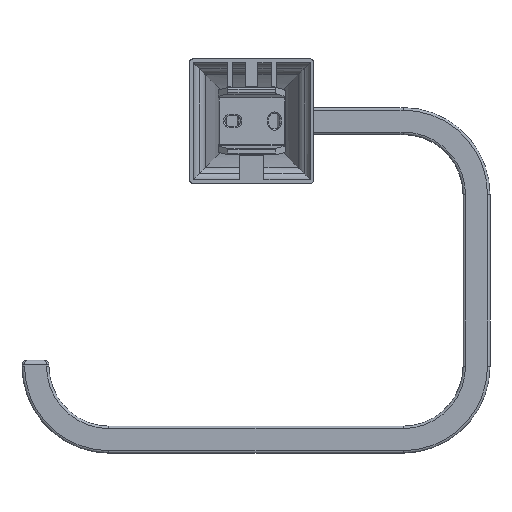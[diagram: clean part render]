
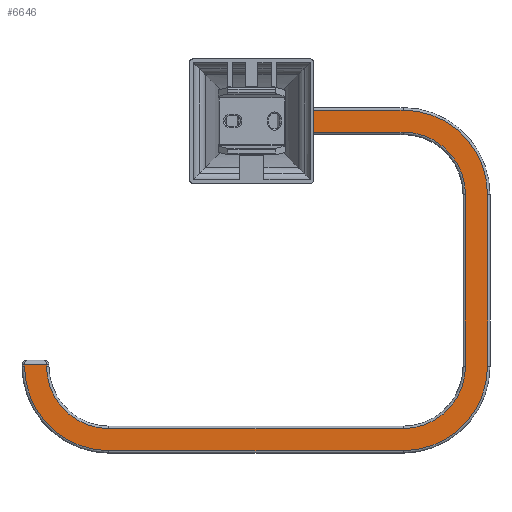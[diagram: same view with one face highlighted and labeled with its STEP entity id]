
A CAD part, front view. The second image highlights one B-rep face of the part: STEP entity #6646.
In plain terms, the highlighted planar face has unit normal (0, -1, 0).
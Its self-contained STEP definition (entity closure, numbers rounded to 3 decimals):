
#5602=DIRECTION('',(1.,0.,0.));
#5603=VECTOR('',#5602,50.5);
#5604=CARTESIAN_POINT('',(-60.,49.5,-4.5));
#5605=LINE('',#5604,#5603);
#5694=DIRECTION('',(-1.,0.,0.));
#5695=VECTOR('',#5694,50.5);
#5696=CARTESIAN_POINT('',(-9.5,49.5,4.5));
#5697=LINE('',#5696,#5695);
#5702=DIRECTION('',(0.,0.,-1.));
#5703=VECTOR('',#5702,9.);
#5704=CARTESIAN_POINT('',(-9.5,49.5,4.5));
#5705=LINE('',#5704,#5703);
#5706=CARTESIAN_POINT('',(-60.,49.5,30.));
#5707=DIRECTION('',(0.,1.,0.));
#5708=DIRECTION('',(0.,0.,-1.));
#5709=AXIS2_PLACEMENT_3D('',#5706,#5707,#5708);
#5711=CARTESIAN_POINT('',(-60.,49.5,100.));
#5712=DIRECTION('',(0.,1.,0.));
#5713=DIRECTION('',(-1.,0.,0.));
#5714=AXIS2_PLACEMENT_3D('',#5711,#5712,#5713);
#5716=CARTESIAN_POINT('',(60.,49.5,100.));
#5717=DIRECTION('',(0.,1.,0.));
#5718=DIRECTION('',(0.,0.,1.));
#5719=AXIS2_PLACEMENT_3D('',#5716,#5717,#5718);
#5721=CARTESIAN_POINT('',(60.,49.5,100.));
#5722=DIRECTION('',(0.,-1.,0.));
#5723=DIRECTION('',(1.,0.,0.));
#5724=AXIS2_PLACEMENT_3D('',#5721,#5722,#5723);
#5726=CARTESIAN_POINT('',(-60.,49.5,100.));
#5727=DIRECTION('',(0.,-1.,0.));
#5728=DIRECTION('',(0.,0.,1.));
#5729=AXIS2_PLACEMENT_3D('',#5726,#5727,#5728);
#5731=CARTESIAN_POINT('',(-60.,49.5,30.));
#5732=DIRECTION('',(0.,-1.,0.));
#5733=DIRECTION('',(-1.,0.,0.));
#5734=AXIS2_PLACEMENT_3D('',#5731,#5732,#5733);
#5740=DIRECTION('',(0.,0.,-1.));
#5741=VECTOR('',#5740,70.);
#5742=CARTESIAN_POINT('',(-94.5,49.5,100.));
#5743=LINE('',#5742,#5741);
#5925=DIRECTION('',(0.,0.,1.));
#5926=VECTOR('',#5925,70.);
#5927=CARTESIAN_POINT('',(-85.5,49.5,30.));
#5928=LINE('',#5927,#5926);
#5948=DIRECTION('',(1.,0.,0.));
#5949=VECTOR('',#5948,120.);
#5950=CARTESIAN_POINT('',(-60.,49.5,125.5));
#5951=LINE('',#5950,#5949);
#5971=DIRECTION('',(0.,0.,-1.));
#5972=VECTOR('',#5971,0.5);
#5973=CARTESIAN_POINT('',(85.5,49.5,100.));
#5974=LINE('',#5973,#5972);
#6039=DIRECTION('',(1.,0.,0.));
#6040=VECTOR('',#6039,9.);
#6041=CARTESIAN_POINT('',(85.5,49.5,99.5));
#6042=LINE('',#6041,#6040);
#6064=DIRECTION('',(0.,0.,1.));
#6065=VECTOR('',#6064,0.5);
#6066=CARTESIAN_POINT('',(94.5,49.5,99.5));
#6067=LINE('',#6066,#6065);
#6091=DIRECTION('',(-1.,0.,0.));
#6092=VECTOR('',#6091,120.);
#6093=CARTESIAN_POINT('',(60.,49.5,134.5));
#6094=LINE('',#6093,#6092);
#6257=CARTESIAN_POINT('',(-9.5,49.5,-4.5));
#6258=VERTEX_POINT('',#6257);
#6259=CARTESIAN_POINT('',(-9.5,49.5,4.5));
#6260=VERTEX_POINT('',#6259);
#6277=CARTESIAN_POINT('',(-60.,49.5,-4.5));
#6278=VERTEX_POINT('',#6277);
#6281=CARTESIAN_POINT('',(-94.5,49.5,30.));
#6282=VERTEX_POINT('',#6281);
#6317=CARTESIAN_POINT('',(-60.,49.5,4.5));
#6318=VERTEX_POINT('',#6317);
#6319=CARTESIAN_POINT('',(-94.5,49.5,100.));
#6320=VERTEX_POINT('',#6319);
#6321=CARTESIAN_POINT('',(-60.,49.5,134.5));
#6322=VERTEX_POINT('',#6321);
#6323=CARTESIAN_POINT('',(60.,49.5,134.5));
#6324=VERTEX_POINT('',#6323);
#6325=CARTESIAN_POINT('',(94.5,49.5,100.));
#6326=VERTEX_POINT('',#6325);
#6327=CARTESIAN_POINT('',(94.5,49.5,99.5));
#6328=VERTEX_POINT('',#6327);
#6329=CARTESIAN_POINT('',(85.5,49.5,99.5));
#6330=VERTEX_POINT('',#6329);
#6331=CARTESIAN_POINT('',(85.5,49.5,100.));
#6332=VERTEX_POINT('',#6331);
#6333=CARTESIAN_POINT('',(60.,49.5,125.5));
#6334=VERTEX_POINT('',#6333);
#6335=CARTESIAN_POINT('',(-60.,49.5,125.5));
#6336=VERTEX_POINT('',#6335);
#6337=CARTESIAN_POINT('',(-85.5,49.5,100.));
#6338=VERTEX_POINT('',#6337);
#6339=CARTESIAN_POINT('',(-85.5,49.5,30.));
#6340=VERTEX_POINT('',#6339);
#6611=CARTESIAN_POINT('',(35.,49.5,-4.5));
#6612=DIRECTION('',(0.,-1.,0.));
#6613=DIRECTION('',(0.,0.,1.));
#6614=AXIS2_PLACEMENT_3D('',#6611,#6612,#6613);
#6615=PLANE('',#6614);
#6616=ORIENTED_EDGE('',*,*,#6436,.T.);
#6617=ORIENTED_EDGE('',*,*,#6470,.F.);
#6618=ORIENTED_EDGE('',*,*,#6485,.T.);
#6620=ORIENTED_EDGE('',*,*,#6619,.F.);
#6622=ORIENTED_EDGE('',*,*,#6621,.T.);
#6624=ORIENTED_EDGE('',*,*,#6623,.F.);
#6626=ORIENTED_EDGE('',*,*,#6625,.T.);
#6628=ORIENTED_EDGE('',*,*,#6627,.F.);
#6630=ORIENTED_EDGE('',*,*,#6629,.F.);
#6632=ORIENTED_EDGE('',*,*,#6631,.F.);
#6634=ORIENTED_EDGE('',*,*,#6633,.T.);
#6636=ORIENTED_EDGE('',*,*,#6635,.F.);
#6638=ORIENTED_EDGE('',*,*,#6637,.T.);
#6640=ORIENTED_EDGE('',*,*,#6639,.F.);
#6642=ORIENTED_EDGE('',*,*,#6641,.T.);
#6643=ORIENTED_EDGE('',*,*,#6603,.F.);
#6644=EDGE_LOOP('',(#6616,#6617,#6618,#6620,#6622,#6624,#6626,#6628,#6630,#6632,
#6634,#6636,#6638,#6640,#6642,#6643));
#6645=FACE_OUTER_BOUND('',#6644,.F.);
#6646=ADVANCED_FACE('',(#6645),#6615,.T.);
#5710=CIRCLE('',#5709,34.5);
#5715=CIRCLE('',#5714,34.5);
#5720=CIRCLE('',#5719,34.5);
#5725=CIRCLE('',#5724,25.5);
#5730=CIRCLE('',#5729,25.5);
#5735=CIRCLE('',#5734,25.5);
#6436=EDGE_CURVE('',#6260,#6258,#5705,.T.);
#6470=EDGE_CURVE('',#6278,#6258,#5605,.T.);
#6485=EDGE_CURVE('',#6278,#6282,#5710,.T.);
#6603=EDGE_CURVE('',#6260,#6318,#5697,.T.);
#6619=EDGE_CURVE('',#6320,#6282,#5743,.T.);
#6621=EDGE_CURVE('',#6320,#6322,#5715,.T.);
#6623=EDGE_CURVE('',#6324,#6322,#6094,.T.);
#6625=EDGE_CURVE('',#6324,#6326,#5720,.T.);
#6627=EDGE_CURVE('',#6328,#6326,#6067,.T.);
#6629=EDGE_CURVE('',#6330,#6328,#6042,.T.);
#6631=EDGE_CURVE('',#6332,#6330,#5974,.T.);
#6633=EDGE_CURVE('',#6332,#6334,#5725,.T.);
#6635=EDGE_CURVE('',#6336,#6334,#5951,.T.);
#6637=EDGE_CURVE('',#6336,#6338,#5730,.T.);
#6639=EDGE_CURVE('',#6340,#6338,#5928,.T.);
#6641=EDGE_CURVE('',#6340,#6318,#5735,.T.);
